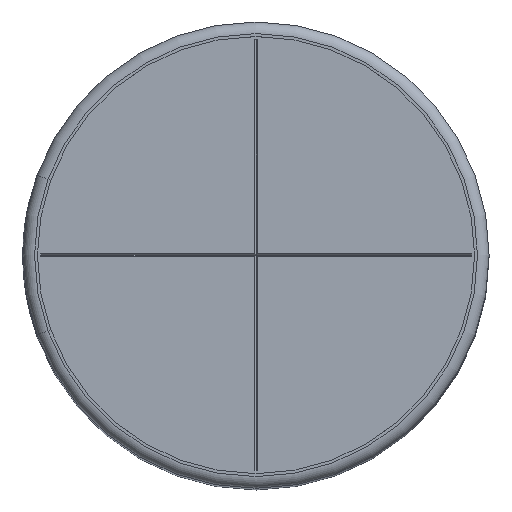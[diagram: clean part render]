
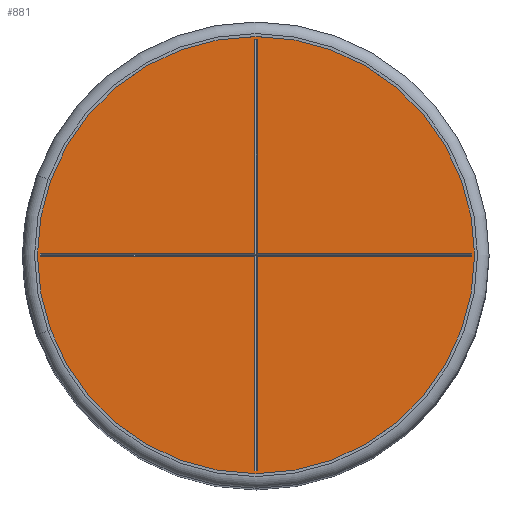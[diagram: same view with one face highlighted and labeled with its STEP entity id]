
A CAD part, top view. The second image highlights one B-rep face of the part: STEP entity #881.
In plain terms, the highlighted planar face has unit normal (0, 0, 1).
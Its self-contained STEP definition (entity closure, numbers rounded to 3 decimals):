
#881=ADVANCED_FACE('',(#1836,#1838),#1840,.T.);
#1836=FACE_BOUND('',#1837,.T.);
#1837=EDGE_LOOP('',(#2607));
#1838=FACE_BOUND('',#1839,.T.);
#1839=EDGE_LOOP('',(#2608,#2609,#2610,#2611,#2612,#2613,#2614,#2615,#2616,#2617,
#2618,#2619));
#1840=PLANE('',#1841);
#1841=AXIS2_PLACEMENT_3D('',#1842,#1843,#1844);
#1842=CARTESIAN_POINT('',(0.,0.,34.9));
#1843=DIRECTION('',(0.,0.,1.));
#1844=DIRECTION('',(1.,0.,0.));
#2607=ORIENTED_EDGE('',*,*,#3005,.T.);
#2608=ORIENTED_EDGE('',*,*,#3033,.T.);
#2609=ORIENTED_EDGE('',*,*,#3034,.T.);
#2610=ORIENTED_EDGE('',*,*,#3035,.T.);
#2611=ORIENTED_EDGE('',*,*,#3036,.T.);
#2612=ORIENTED_EDGE('',*,*,#3037,.T.);
#2613=ORIENTED_EDGE('',*,*,#3038,.T.);
#2614=ORIENTED_EDGE('',*,*,#3039,.T.);
#2615=ORIENTED_EDGE('',*,*,#3040,.T.);
#2616=ORIENTED_EDGE('',*,*,#3041,.T.);
#2617=ORIENTED_EDGE('',*,*,#3042,.T.);
#2618=ORIENTED_EDGE('',*,*,#3043,.T.);
#2619=ORIENTED_EDGE('',*,*,#3044,.T.);
#3005=EDGE_CURVE('',#3520,#3520,#3521,.T.);
#3033=EDGE_CURVE('',#3562,#3563,#3564,.F.);
#3034=EDGE_CURVE('',#3563,#3565,#3566,.F.);
#3035=EDGE_CURVE('',#3565,#3567,#3568,.F.);
#3036=EDGE_CURVE('',#3567,#3569,#3570,.F.);
#3037=EDGE_CURVE('',#3569,#3571,#3572,.F.);
#3038=EDGE_CURVE('',#3571,#3573,#3574,.F.);
#3039=EDGE_CURVE('',#3573,#3575,#3576,.F.);
#3040=EDGE_CURVE('',#3575,#3577,#3578,.F.);
#3041=EDGE_CURVE('',#3577,#3579,#3580,.F.);
#3042=EDGE_CURVE('',#3579,#3581,#3582,.F.);
#3043=EDGE_CURVE('',#3581,#3583,#3584,.F.);
#3044=EDGE_CURVE('',#3583,#3562,#3585,.F.);
#3520=VERTEX_POINT('',#5553);
#3521=CIRCLE('',#5554,7.5);
#3562=VERTEX_POINT('',#5755);
#3563=VERTEX_POINT('',#5756);
#3564=LINE('',#5757,#5758);
#3565=VERTEX_POINT('',#5760);
#3566=LINE('',#5761,#5762);
#3567=VERTEX_POINT('',#5764);
#3568=LINE('',#5765,#5766);
#3569=VERTEX_POINT('',#5768);
#3570=LINE('',#5769,#5770);
#3571=VERTEX_POINT('',#5772);
#3572=LINE('',#5773,#5774);
#3573=VERTEX_POINT('',#5776);
#3574=LINE('',#5777,#5778);
#3575=VERTEX_POINT('',#5780);
#3576=LINE('',#5781,#5782);
#3577=VERTEX_POINT('',#5784);
#3578=LINE('',#5785,#5786);
#3579=VERTEX_POINT('',#5788);
#3580=LINE('',#5789,#5790);
#3581=VERTEX_POINT('',#5792);
#3582=LINE('',#5793,#5794);
#3583=VERTEX_POINT('',#5796);
#3584=LINE('',#5797,#5798);
#3585=LINE('',#5800,#5801);
#5553=CARTESIAN_POINT('',(7.5,0.,34.9));
#5554=AXIS2_PLACEMENT_3D('',#5555,#5556,#5557);
#5555=CARTESIAN_POINT('',(0.,0.,34.9));
#5556=DIRECTION('',(0.,0.,1.));
#5557=DIRECTION('',(1.,0.,0.));
#5755=CARTESIAN_POINT('',(-0.046,-0.05,34.9));
#5756=CARTESIAN_POINT('',(-7.396,-0.05,34.9));
#5757=CARTESIAN_POINT('',(-7.396,-0.05,34.9));
#5758=VECTOR('',#5759,1.);
#5759=DIRECTION('',(1.,0.,0.));
#5760=CARTESIAN_POINT('',(-7.396,0.05,34.9));
#5761=CARTESIAN_POINT('',(-7.396,0.05,34.9));
#5762=VECTOR('',#5763,1.);
#5763=DIRECTION('',(0.,-1.,0.));
#5764=CARTESIAN_POINT('',(-0.046,0.05,34.9));
#5765=CARTESIAN_POINT('',(-0.046,0.05,34.9));
#5766=VECTOR('',#5767,1.);
#5767=DIRECTION('',(-1.,0.,0.));
#5768=CARTESIAN_POINT('',(-0.046,7.4,34.9));
#5769=CARTESIAN_POINT('',(-0.046,7.4,34.9));
#5770=VECTOR('',#5771,1.);
#5771=DIRECTION('',(0.,-1.,0.));
#5772=CARTESIAN_POINT('',(0.054,7.4,34.9));
#5773=CARTESIAN_POINT('',(0.054,7.4,34.9));
#5774=VECTOR('',#5775,1.);
#5775=DIRECTION('',(-1.,0.,0.));
#5776=CARTESIAN_POINT('',(0.054,0.05,34.9));
#5777=CARTESIAN_POINT('',(0.054,0.05,34.9));
#5778=VECTOR('',#5779,1.);
#5779=DIRECTION('',(0.,1.,0.));
#5780=CARTESIAN_POINT('',(7.404,0.05,34.9));
#5781=CARTESIAN_POINT('',(7.404,0.05,34.9));
#5782=VECTOR('',#5783,1.);
#5783=DIRECTION('',(-1.,0.,0.));
#5784=CARTESIAN_POINT('',(7.404,-0.05,34.9));
#5785=CARTESIAN_POINT('',(7.404,-0.05,34.9));
#5786=VECTOR('',#5787,1.);
#5787=DIRECTION('',(0.,1.,0.));
#5788=CARTESIAN_POINT('',(0.054,-0.05,34.9));
#5789=CARTESIAN_POINT('',(0.054,-0.05,34.9));
#5790=VECTOR('',#5791,1.);
#5791=DIRECTION('',(1.,0.,0.));
#5792=CARTESIAN_POINT('',(0.054,-7.4,34.9));
#5793=CARTESIAN_POINT('',(0.054,-7.4,34.9));
#5794=VECTOR('',#5795,1.);
#5795=DIRECTION('',(0.,1.,0.));
#5796=CARTESIAN_POINT('',(-0.046,-7.4,34.9));
#5797=CARTESIAN_POINT('',(-0.046,-7.4,34.9));
#5798=VECTOR('',#5799,1.);
#5799=DIRECTION('',(1.,0.,0.));
#5800=CARTESIAN_POINT('',(-0.046,-0.05,34.9));
#5801=VECTOR('',#5802,1.);
#5802=DIRECTION('',(0.,-1.,0.));
